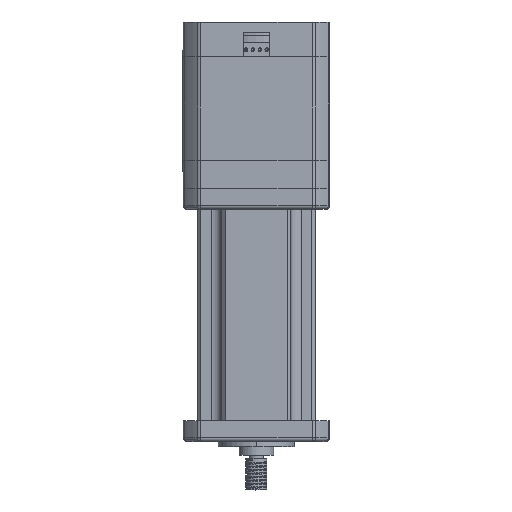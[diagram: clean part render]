
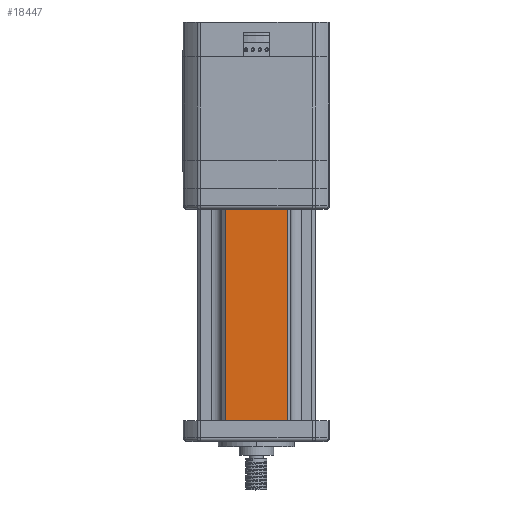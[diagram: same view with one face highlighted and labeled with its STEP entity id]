
A CAD part, top view. The second image highlights one B-rep face of the part: STEP entity #18447.
In plain terms, the highlighted face is planar.
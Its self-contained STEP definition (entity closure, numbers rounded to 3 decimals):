
#42 = DIRECTION ( 'NONE',  ( 1., 0., 0. ) ) ;
#1863 = LINE ( 'NONE', #3455, #10685 ) ;
#2497 = AXIS2_PLACEMENT_3D ( 'NONE', #19642, #12242, #23507 ) ;
#2508 = CARTESIAN_POINT ( 'NONE',  ( 9., -17., 43.25 ) ) ;
#2701 = CARTESIAN_POINT ( 'NONE',  ( -9., -17., 17.85 ) ) ;
#2823 = PLANE ( 'NONE',  #2497 ) ;
#2975 = VERTEX_POINT ( 'NONE', #2508 ) ;
#3170 = ORIENTED_EDGE ( 'NONE', *, *, #21831, .T. ) ;
#3455 = CARTESIAN_POINT ( 'NONE',  ( -9., -17., -17.85 ) ) ;
#3767 = VECTOR ( 'NONE', #15891, 1000. ) ;
#4360 = CARTESIAN_POINT ( 'NONE',  ( -9., -17., 43.25 ) ) ;
#5697 = CARTESIAN_POINT ( 'NONE',  ( -9., -17., 43.25 ) ) ;
#6755 = ORIENTED_EDGE ( 'NONE', *, *, #15409, .F. ) ;
#9446 = VERTEX_POINT ( 'NONE', #5697 ) ;
#10182 = VERTEX_POINT ( 'NONE', #13879 ) ;
#10685 = VECTOR ( 'NONE', #42, 1000. ) ;
#12083 = DIRECTION ( 'NONE',  ( 1., 0., 0. ) ) ;
#12242 = DIRECTION ( 'NONE',  ( 0., 1., 0. ) ) ;
#12484 = FACE_OUTER_BOUND ( 'NONE', #20738, .T. ) ;
#12576 = LINE ( 'NONE', #21908, #23883 ) ;
#13541 = LINE ( 'NONE', #4360, #17729 ) ;
#13879 = CARTESIAN_POINT ( 'NONE',  ( -9., -17., -17.85 ) ) ;
#15409 = EDGE_CURVE ( 'NONE', #9446, #2975, #13541, .T. ) ;
#15891 = DIRECTION ( 'NONE',  ( 0., 0., -1. ) ) ;
#16892 = CARTESIAN_POINT ( 'NONE',  ( 9., -17., -17.85 ) ) ;
#17729 = VECTOR ( 'NONE', #12083, 1000. ) ;
#18447 = ADVANCED_FACE ( 'NONE', ( #12484 ), #2823, .F. ) ;
#19642 = CARTESIAN_POINT ( 'NONE',  ( -9., -17., 17.85 ) ) ;
#19744 = DIRECTION ( 'NONE',  ( 0., 0., -1. ) ) ;
#19903 = ORIENTED_EDGE ( 'NONE', *, *, #22047, .T. ) ;
#20224 = VERTEX_POINT ( 'NONE', #16892 ) ;
#20738 = EDGE_LOOP ( 'NONE', ( #3170, #22909, #6755, #19903 ) ) ;
#21831 = EDGE_CURVE ( 'NONE', #10182, #20224, #1863, .T. ) ;
#21908 = CARTESIAN_POINT ( 'NONE',  ( 9., -17., 17.85 ) ) ;
#22047 = EDGE_CURVE ( 'NONE', #9446, #10182, #23033, .T. ) ;
#22592 = EDGE_CURVE ( 'NONE', #2975, #20224, #12576, .T. ) ;
#22909 = ORIENTED_EDGE ( 'NONE', *, *, #22592, .F. ) ;
#23033 = LINE ( 'NONE', #2701, #3767 ) ;
#23507 = DIRECTION ( 'NONE',  ( 1., 0., 0. ) ) ;
#23883 = VECTOR ( 'NONE', #19744, 1000. ) ;
